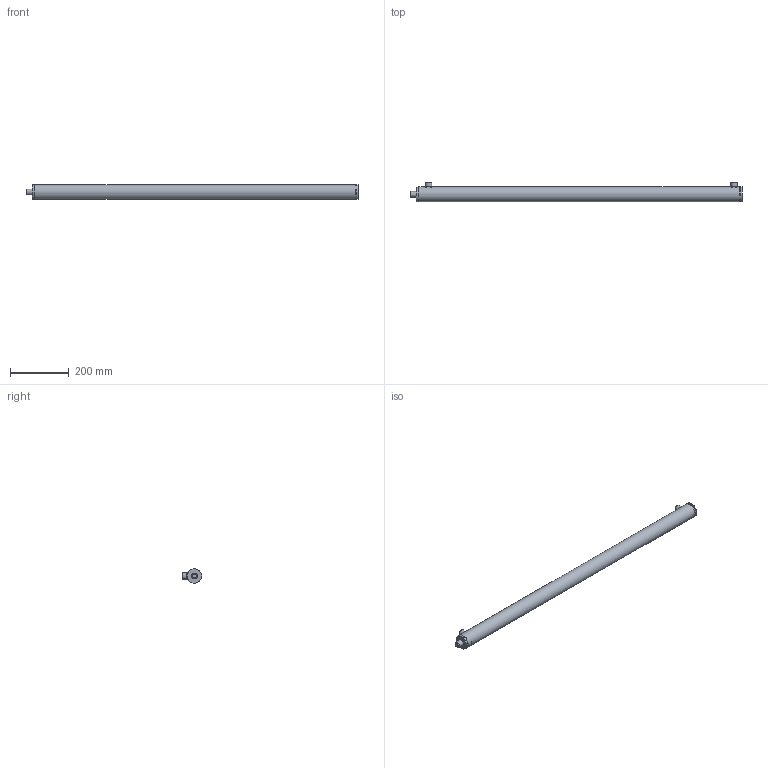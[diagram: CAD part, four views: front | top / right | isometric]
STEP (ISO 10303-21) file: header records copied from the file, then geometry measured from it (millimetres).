
FILE_DESCRIPTION(/* description */ (''),/* implementation_level */ '2;1');
FILE_NAME(/* name */ 'CY0400201000A00A00-1.stp',/* time_stamp */ '2023-06-01T08:29:58+02:00',/* author */ ('msn'),/* organization */ (''),/* preprocessor_version */ 'ST-DEVELOPER v19.2',/* originating_system */ 'Autodesk Inventor 2024',/* authorisation */ '');
FILE_SCHEMA (('AUTOMOTIVE_DESIGN { 1 0 10303 214 3 1 1 }'));
Length unit declared in the file: millimetre
Products named in the file (9): CY0400201000A00A00-1; CY0400201000A00A00-1_1; Rør; NBT005004020; Stok; NBP000040015; Wuerth_036814_DIN 985, stål I6I/I8I, forzinket; NBBORSG1-4; NBF000040050
Assembly tree (9 placements, depth 2):
  CY0400201000A00A00-1
    CY0400201000A00A00-1_1
    Rør
    NBT005004020
    Stok
    NBP000040015
    Wuerth_036814_DIN 985, stål I6I/I8I, forzinket
    NBBORSG1-4  x2
    NBF000040050
Bounding box: 1130 x 65.82 x 50 mm (x, y, z)
Volume: 1214408 mm3; surface area: 416595.2 mm2
Topology: 11 solids, 11 shells, 115 faces, 232 edges, 152 vertices
Faces by surface type: cylinder 44, plane 39, cone 30, bspline 2
Full cylindrical faces by diameter (mm): 6 x2, 11.445 x2, 12.6 x1, 14 x3, 15 x3, 17.5 x1, 20 x2, 22 x4, 30 x1, 35 x2, 36 x1, 40 x7, 42 x1, 44 x2, 49 x1, 50 x3
Entity records: 4102 total; most frequent: CARTESIAN_POINT 1407, DIRECTION 536, ORIENTED_EDGE 442, AXIS2_PLACEMENT_3D 236, EDGE_CURVE 221, VERTEX_POINT 145, EDGE_LOOP 142, CIRCLE 111
